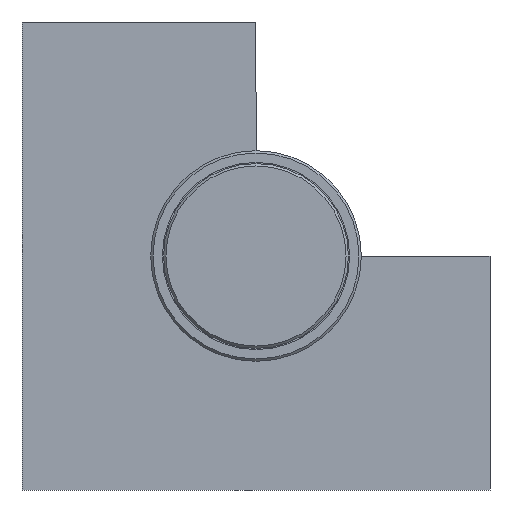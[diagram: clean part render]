
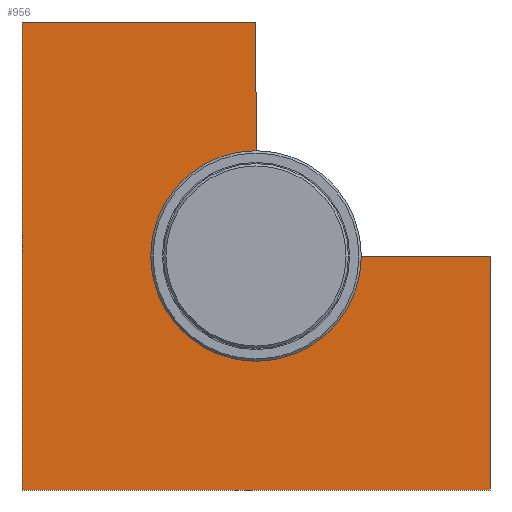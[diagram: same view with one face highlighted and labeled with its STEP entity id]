
A CAD part, front view. The second image highlights one B-rep face of the part: STEP entity #956.
In plain terms, the highlighted planar face has unit normal (0, -1, 0).
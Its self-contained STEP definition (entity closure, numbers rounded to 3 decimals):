
#956 = ADVANCED_FACE( '', ( #2334 ), #2335, .F. );
#2334 = FACE_OUTER_BOUND( '', #4287, .T. );
#2335 = PLANE( '', #4288 );
#4287 = EDGE_LOOP( '', ( #6580, #6581, #6582, #6583, #6584, #6585, #6586 ) );
#4288 = AXIS2_PLACEMENT_3D( '', #6587, #6588, #6589 );
#6580 = ORIENTED_EDGE( '', *, *, #12191, .T. );
#6581 = ORIENTED_EDGE( '', *, *, #12192, .T. );
#6582 = ORIENTED_EDGE( '', *, *, #12193, .T. );
#6583 = ORIENTED_EDGE( '', *, *, #12194, .T. );
#6584 = ORIENTED_EDGE( '', *, *, #12195, .T. );
#6585 = ORIENTED_EDGE( '', *, *, #12196, .T. );
#6586 = ORIENTED_EDGE( '', *, *, #12197, .T. );
#6587 = CARTESIAN_POINT( '', ( 0., 0., 0. ) );
#6588 = DIRECTION( '', ( 0., 1., 0. ) );
#6589 = DIRECTION( '', ( 0., 0., 1. ) );
#12191 = EDGE_CURVE( '', #14729, #14730, #14731, .T. );
#12192 = EDGE_CURVE( '', #14730, #14732, #14733, .T. );
#12193 = EDGE_CURVE( '', #14732, #14734, #14735, .T. );
#12194 = EDGE_CURVE( '', #14734, #14736, #14737, .T. );
#12195 = EDGE_CURVE( '', #14736, #14738, #14739, .T. );
#12196 = EDGE_CURVE( '', #14738, #14740, #14741, .T. );
#12197 = EDGE_CURVE( '', #14740, #14729, #14742, .T. );
#14729 = VERTEX_POINT( '', #18340 );
#14730 = VERTEX_POINT( '', #18341 );
#14731 = CIRCLE( '', #18342, 8. );
#14732 = VERTEX_POINT( '', #18343 );
#14733 = LINE( '', #18344, #18345 );
#14734 = VERTEX_POINT( '', #18346 );
#14735 = LINE( '', #18347, #18348 );
#14736 = VERTEX_POINT( '', #18349 );
#14737 = LINE( '', #18350, #18351 );
#14738 = VERTEX_POINT( '', #18352 );
#14739 = LINE( '', #18353, #18354 );
#14740 = VERTEX_POINT( '', #18355 );
#14741 = LINE( '', #18356, #18357 );
#14742 = LINE( '', #18358, #18359 );
#18340 = CARTESIAN_POINT( '', ( 8., 0., 0. ) );
#18341 = CARTESIAN_POINT( '', ( 0., 0., 8. ) );
#18342 = AXIS2_PLACEMENT_3D( '', #22852, #22853, #22854 );
#18343 = CARTESIAN_POINT( '', ( 0., 0., 20. ) );
#18344 = CARTESIAN_POINT( '', ( 0., 0., 8. ) );
#18345 = VECTOR( '', #22855, 1000. );
#18346 = CARTESIAN_POINT( '', ( -20., 0., 20. ) );
#18347 = CARTESIAN_POINT( '', ( 0., 0., 20. ) );
#18348 = VECTOR( '', #22856, 1000. );
#18349 = CARTESIAN_POINT( '', ( -20., 0., -20. ) );
#18350 = CARTESIAN_POINT( '', ( -20., 0., 20. ) );
#18351 = VECTOR( '', #22857, 1000. );
#18352 = CARTESIAN_POINT( '', ( 20., 0., -20. ) );
#18353 = CARTESIAN_POINT( '', ( -20., 0., -20. ) );
#18354 = VECTOR( '', #22858, 1000. );
#18355 = CARTESIAN_POINT( '', ( 20., 0., 0. ) );
#18356 = CARTESIAN_POINT( '', ( 20., 0., -20. ) );
#18357 = VECTOR( '', #22859, 1000. );
#18358 = CARTESIAN_POINT( '', ( 20., 0., 0. ) );
#18359 = VECTOR( '', #22860, 1000. );
#22852 = CARTESIAN_POINT( '', ( 0., 0., 0. ) );
#22853 = DIRECTION( '', ( 0., 1., 0. ) );
#22854 = DIRECTION( '', ( 1., 0., 0. ) );
#22855 = DIRECTION( '', ( 0., 0., 1. ) );
#22856 = DIRECTION( '', ( -1., 0., 0. ) );
#22857 = DIRECTION( '', ( 0., 0., -1. ) );
#22858 = DIRECTION( '', ( 1., 0., 0. ) );
#22859 = DIRECTION( '', ( 0., 0., 1. ) );
#22860 = DIRECTION( '', ( -1., 0., 0. ) );
